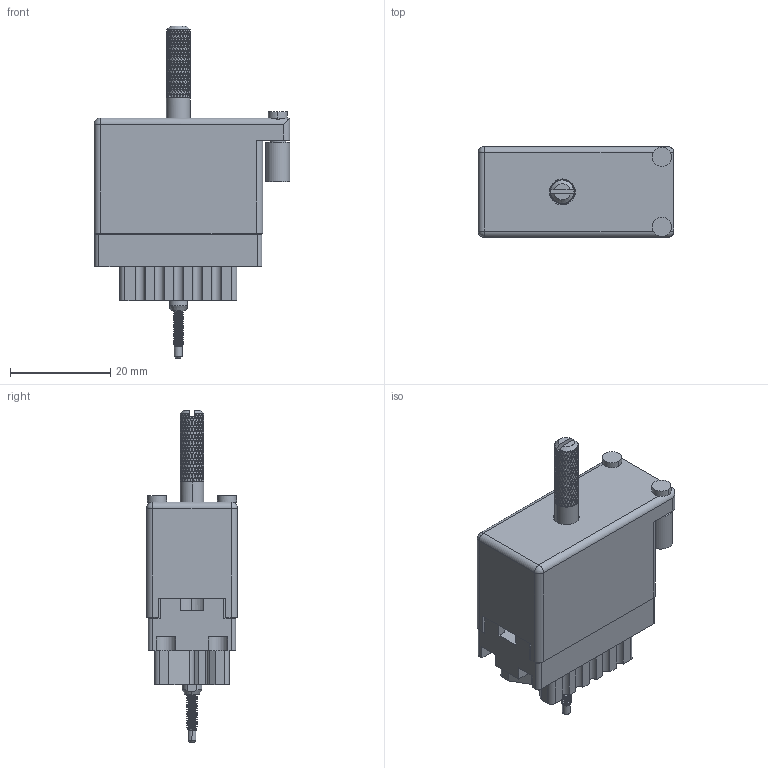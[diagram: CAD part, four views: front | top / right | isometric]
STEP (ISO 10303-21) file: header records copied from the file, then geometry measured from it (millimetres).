
FILE_DESCRIPTION (( 'STEP AP203' ), '1' );
FILE_NAME ('516-020-501-455.STEP', '2020-09-08T13:57:23', ( '' ), ( '' ), 'SwSTEP 2.0', 'SolidWorks 2020', '' );
FILE_SCHEMA (( 'CONFIG_CONTROL_DESIGN' ));
Length unit declared in the file: inch
Products named in the file (10): 516-020-501-455; 516-253-025-100; 516-230-001_Metal - 020 Side Entry; 516-251-025-100; 516-292-001_501 Contact; 516-252-022-102; 516 Part Receptacle_020; 516-250-021-102; Actuating Screw Assy 020; 516-250-020-111
Assembly tree (28 placements, depth 3):
  516-020-501-455
    516 Part Receptacle_020
    516-292-001_501 Contact  x20
    516-230-001_Metal - 020 Side Entry
    Actuating Screw Assy 020
      516-251-025-100
      516-250-021-102
      516-250-020-111
      516-253-025-100
      516-252-022-102
Bounding box: 39.12 x 18.16 x 66.29 mm (x, y, z)
Volume: 10412.8 mm3; surface area: 19102.7 mm2
Topology: 27 solids, 27 shells, 4794 faces, 11691 edges, 6962 vertices
Faces by surface type: bspline 2142, plane 1346, cylinder 1284, cone 20, sphere 2
Entity records: 184493 total; most frequent: CARTESIAN_POINT 129666, ORIENTED_EDGE 15474, EDGE_CURVE 7737, DIRECTION 5967, VERTEX_POINT 4340, EDGE_LOOP 3509, ADVANCED_FACE 3426, FACE_OUTER_BOUND 3426
